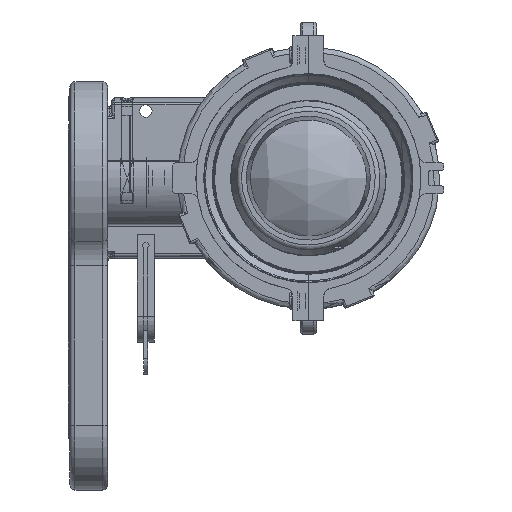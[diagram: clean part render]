
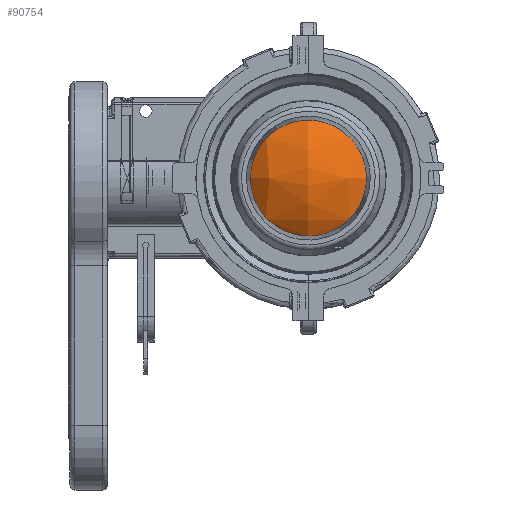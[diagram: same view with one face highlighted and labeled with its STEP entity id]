
A CAD part, left-side view. The second image highlights one B-rep face of the part: STEP entity #90754.
In plain terms, the highlighted free-form (B-spline) face has degree [2, 2] with [3, 9] control points.
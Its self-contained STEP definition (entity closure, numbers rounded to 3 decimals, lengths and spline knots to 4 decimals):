
#133=(
BOUNDED_SURFACE()
B_SPLINE_SURFACE(2,2,((#169550,#169551,#169552,#169553,#169554,#169555,
#169556,#169557,#169558),(#169559,#169560,#169561,#169562,#169563,#169564,
#169565,#169566,#169567),(#169568,#169569,#169570,#169571,#169572,#169573,
#169574,#169575,#169576)),.UNSPECIFIED.,.F.,.T.,.F.)
B_SPLINE_SURFACE_WITH_KNOTS((3,3),(3,2,2,2,3),(-3.9167,-2.3665),
(0.,1.5708,3.1416,4.7124,6.2832),
 .UNSPECIFIED.)
GEOMETRIC_REPRESENTATION_ITEM()
RATIONAL_B_SPLINE_SURFACE(((1.,0.707,1.,0.707,1.,
0.707,1.,0.707,1.),(0.714,0.505,
0.714,0.505,0.714,0.505,
0.714,0.505,0.714),(1.,0.707,
1.,0.707,1.,0.707,1.,0.707,1.)))
REPRESENTATION_ITEM('')
SURFACE()
);
#1579=ELLIPSE('',#97596,1.235,1.2326);
#4090=FACE_BOUND('',#19037,.T.);
#9128=CIRCLE('',#97593,0.8822);
#9131=CIRCLE('',#97597,0.8822);
#13881=FACE_OUTER_BOUND('',#19036,.T.);
#19036=EDGE_LOOP('',(#84368,#84369,#84370,#84371));
#19037=EDGE_LOOP('',(#84372,#84373,#84374,#84375));
#21494=B_SPLINE_CURVE_WITH_KNOTS('',3,(#169582,#169583,#169584,#169585,
#169586,#169587,#169588,#169589,#169590,#169591,#169592,#169593,#169594,
#169595,#169596,#169597,#169598,#169599),.UNSPECIFIED.,.F.,.F.,(4,2,2,2,
2,2,2,2,4),(0.0519,0.6203,1.0847,1.1236,
1.1626,1.2408,1.3978,1.7186,2.1159),
 .UNSPECIFIED.);
#21495=B_SPLINE_CURVE_WITH_KNOTS('',3,(#169601,#169602,#169603,#169604,
#169605,#169606,#169607,#169608),.UNSPECIFIED.,.F.,.F.,(4,2,2,4),(0.2078,
1.1653,2.2613,3.1496),.UNSPECIFIED.);
#21496=B_SPLINE_CURVE_WITH_KNOTS('',3,(#169610,#169611,#169612,#169613,
#169614,#169615,#169616,#169617,#169618,#169619,#169620,#169621,#169622,
#169623,#169624,#169625,#169626,#169627),.UNSPECIFIED.,.F.,.F.,(4,2,2,2,
2,2,2,2,4),(0.0519,0.6203,1.0847,1.1236,
1.1626,1.2408,1.3978,1.7186,2.1159),
 .UNSPECIFIED.);
#21497=B_SPLINE_CURVE_WITH_KNOTS('',3,(#169628,#169629,#169630,#169631,
#169632,#169633,#169634,#169635),.UNSPECIFIED.,.F.,.F.,(4,2,2,4),(0.2078,
1.1653,2.2613,3.1496),.UNSPECIFIED.);
#45981=VERTEX_POINT('',#169545);
#45983=VERTEX_POINT('',#169577);
#45984=VERTEX_POINT('',#169580);
#45985=VERTEX_POINT('',#169581);
#45986=VERTEX_POINT('',#169600);
#45987=VERTEX_POINT('',#169609);
#58868=EDGE_CURVE('',#45981,#45981,#9128,.T.);
#58871=EDGE_CURVE('',#45981,#45983,#1579,.T.);
#58872=EDGE_CURVE('',#45983,#45983,#9131,.T.);
#58873=EDGE_CURVE('',#45984,#45985,#21494,.T.);
#58874=EDGE_CURVE('',#45986,#45984,#21495,.T.);
#58875=EDGE_CURVE('',#45987,#45986,#21496,.T.);
#58876=EDGE_CURVE('',#45985,#45987,#21497,.T.);
#84368=ORIENTED_EDGE('',*,*,#58871,.T.);
#84369=ORIENTED_EDGE('',*,*,#58872,.T.);
#84370=ORIENTED_EDGE('',*,*,#58871,.F.);
#84371=ORIENTED_EDGE('',*,*,#58868,.F.);
#84372=ORIENTED_EDGE('',*,*,#58873,.F.);
#84373=ORIENTED_EDGE('',*,*,#58874,.F.);
#84374=ORIENTED_EDGE('',*,*,#58875,.F.);
#84375=ORIENTED_EDGE('',*,*,#58876,.F.);
#90754=ADVANCED_FACE('',(#13881,#4090),#133,.F.);
#97593=AXIS2_PLACEMENT_3D('',#169546,#117999,#118000);
#97596=AXIS2_PLACEMENT_3D('',#169578,#118005,#118006);
#97597=AXIS2_PLACEMENT_3D('',#169579,#118007,#118008);
#117999=DIRECTION('center_axis',(-1.,0.,0.));
#118000=DIRECTION('ref_axis',(0.,0.,1.));
#118005=DIRECTION('center_axis',(0.,-1.,0.));
#118006=DIRECTION('ref_axis',(0.,0.,1.));
#118007=DIRECTION('center_axis',(-1.,0.,0.));
#118008=DIRECTION('ref_axis',(0.,0.,1.));
#169545=CARTESIAN_POINT('',(-0.8626,0.,-0.8822));
#169546=CARTESIAN_POINT('Origin',(-0.8626,0.,0.));
#169550=CARTESIAN_POINT('Ctrl Pts',(0.8626,0.,-0.8822));
#169551=CARTESIAN_POINT('Ctrl Pts',(0.8626,-0.8822,
-0.8822));
#169552=CARTESIAN_POINT('Ctrl Pts',(0.8626,-0.8822,
0.));
#169553=CARTESIAN_POINT('Ctrl Pts',(0.8626,-0.8822,
0.8822));
#169554=CARTESIAN_POINT('Ctrl Pts',(0.8626,0.,0.8822));
#169555=CARTESIAN_POINT('Ctrl Pts',(0.8626,0.8822,
0.8822));
#169556=CARTESIAN_POINT('Ctrl Pts',(0.8626,0.8822,
0.));
#169557=CARTESIAN_POINT('Ctrl Pts',(0.8626,0.8822,
-0.8822));
#169558=CARTESIAN_POINT('Ctrl Pts',(0.8626,0.,-0.8822));
#169559=CARTESIAN_POINT('Ctrl Pts',(0.,0.,-1.7289));
#169560=CARTESIAN_POINT('Ctrl Pts',(0.,-1.7289,
-1.7289));
#169561=CARTESIAN_POINT('Ctrl Pts',(0.,-1.7289,
0.));
#169562=CARTESIAN_POINT('Ctrl Pts',(0.,-1.7289,
1.7289));
#169563=CARTESIAN_POINT('Ctrl Pts',(0.,0.,1.7289));
#169564=CARTESIAN_POINT('Ctrl Pts',(0.,1.7289,
1.7289));
#169565=CARTESIAN_POINT('Ctrl Pts',(0.,1.7289,
0.));
#169566=CARTESIAN_POINT('Ctrl Pts',(0.,1.7289,
-1.7289));
#169567=CARTESIAN_POINT('Ctrl Pts',(0.,0.,-1.7289));
#169568=CARTESIAN_POINT('Ctrl Pts',(-0.8626,0.,-0.8822));
#169569=CARTESIAN_POINT('Ctrl Pts',(-0.8626,-0.8822,
-0.8822));
#169570=CARTESIAN_POINT('Ctrl Pts',(-0.8626,-0.8822,
0.));
#169571=CARTESIAN_POINT('Ctrl Pts',(-0.8626,-0.8822,
0.8822));
#169572=CARTESIAN_POINT('Ctrl Pts',(-0.8626,0.,0.8822));
#169573=CARTESIAN_POINT('Ctrl Pts',(-0.8626,0.8822,
0.8822));
#169574=CARTESIAN_POINT('Ctrl Pts',(-0.8626,0.8822,
0.));
#169575=CARTESIAN_POINT('Ctrl Pts',(-0.8626,0.8822,
-0.8822));
#169576=CARTESIAN_POINT('Ctrl Pts',(-0.8626,0.,-0.8822));
#169577=CARTESIAN_POINT('',(0.8626,0.,-0.8822));
#169578=CARTESIAN_POINT('Origin',(0.,0.,0.));
#169579=CARTESIAN_POINT('Origin',(0.8626,0.,0.));
#169580=CARTESIAN_POINT('',(0.3813,1.0353,-0.5543));
#169581=CARTESIAN_POINT('',(-0.3813,1.0353,-0.5543));
#169582=CARTESIAN_POINT('Ctrl Pts',(0.3813,1.0353,
-0.5543));
#169583=CARTESIAN_POINT('Ctrl Pts',(0.3201,1.0353,
-0.5967));
#169584=CARTESIAN_POINT('Ctrl Pts',(0.2521,1.0353,
-0.6286));
#169585=CARTESIAN_POINT('Ctrl Pts',(0.1216,1.0353,
-0.665));
#169586=CARTESIAN_POINT('Ctrl Pts',(0.0609,1.0353,
-0.6733));
#169587=CARTESIAN_POINT('Ctrl Pts',(-0.0051,1.0353,
-0.6733));
#169588=CARTESIAN_POINT('Ctrl Pts',(-0.0102,1.0353,
-0.6733));
#169589=CARTESIAN_POINT('Ctrl Pts',(-0.0205,1.0353,
-0.6731));
#169590=CARTESIAN_POINT('Ctrl Pts',(-0.0256,1.0353,
-0.6729));
#169591=CARTESIAN_POINT('Ctrl Pts',(-0.0409,1.0353,
-0.6722));
#169592=CARTESIAN_POINT('Ctrl Pts',(-0.0512,1.0353,
-0.6715));
#169593=CARTESIAN_POINT('Ctrl Pts',(-0.0819,1.0353,
-0.6686));
#169594=CARTESIAN_POINT('Ctrl Pts',(-0.1023,1.0353,
-0.6658));
#169595=CARTESIAN_POINT('Ctrl Pts',(-0.164,1.0353,
-0.6543));
#169596=CARTESIAN_POINT('Ctrl Pts',(-0.2045,1.0353,
-0.6428));
#169597=CARTESIAN_POINT('Ctrl Pts',(-0.2923,1.0353,
-0.6085));
#169598=CARTESIAN_POINT('Ctrl Pts',(-0.3385,1.0353,
-0.584));
#169599=CARTESIAN_POINT('Ctrl Pts',(-0.3813,1.0353,
-0.5543));
#169600=CARTESIAN_POINT('',(0.3813,1.0353,0.5543));
#169601=CARTESIAN_POINT('Ctrl Pts',(0.3813,1.0353,
0.5543));
#169602=CARTESIAN_POINT('Ctrl Pts',(0.3813,1.0945,
0.4439));
#169603=CARTESIAN_POINT('Ctrl Pts',(0.3813,1.1357,
0.3245));
#169604=CARTESIAN_POINT('Ctrl Pts',(0.3813,1.1817,0.0589));
#169605=CARTESIAN_POINT('Ctrl Pts',(0.3813,1.18,
-0.0861));
#169606=CARTESIAN_POINT('Ctrl Pts',(0.3813,1.1297,
-0.3416));
#169607=CARTESIAN_POINT('Ctrl Pts',(0.3813,1.0902,
-0.4518));
#169608=CARTESIAN_POINT('Ctrl Pts',(0.3813,1.0353,
-0.5543));
#169609=CARTESIAN_POINT('',(-0.3813,1.0353,0.5543));
#169610=CARTESIAN_POINT('Ctrl Pts',(-0.3813,1.0353,
0.5543));
#169611=CARTESIAN_POINT('Ctrl Pts',(-0.3201,1.0353,
0.5967));
#169612=CARTESIAN_POINT('Ctrl Pts',(-0.2521,1.0353,
0.6286));
#169613=CARTESIAN_POINT('Ctrl Pts',(-0.1216,1.0353,
0.665));
#169614=CARTESIAN_POINT('Ctrl Pts',(-0.0609,1.0353,
0.6733));
#169615=CARTESIAN_POINT('Ctrl Pts',(0.0051,1.0353,
0.6733));
#169616=CARTESIAN_POINT('Ctrl Pts',(0.0102,1.0353,
0.6733));
#169617=CARTESIAN_POINT('Ctrl Pts',(0.0205,1.0353,
0.6731));
#169618=CARTESIAN_POINT('Ctrl Pts',(0.0256,1.0353,
0.6729));
#169619=CARTESIAN_POINT('Ctrl Pts',(0.0409,1.0353,
0.6722));
#169620=CARTESIAN_POINT('Ctrl Pts',(0.0512,1.0353,
0.6715));
#169621=CARTESIAN_POINT('Ctrl Pts',(0.0819,1.0353,
0.6686));
#169622=CARTESIAN_POINT('Ctrl Pts',(0.1023,1.0353,
0.6658));
#169623=CARTESIAN_POINT('Ctrl Pts',(0.164,1.0353,
0.6543));
#169624=CARTESIAN_POINT('Ctrl Pts',(0.2045,1.0353,
0.6428));
#169625=CARTESIAN_POINT('Ctrl Pts',(0.2923,1.0353,
0.6085));
#169626=CARTESIAN_POINT('Ctrl Pts',(0.3385,1.0353,
0.584));
#169627=CARTESIAN_POINT('Ctrl Pts',(0.3813,1.0353,
0.5543));
#169628=CARTESIAN_POINT('Ctrl Pts',(-0.3813,1.0353,
-0.5543));
#169629=CARTESIAN_POINT('Ctrl Pts',(-0.3813,1.0945,
-0.4439));
#169630=CARTESIAN_POINT('Ctrl Pts',(-0.3813,1.1357,
-0.3245));
#169631=CARTESIAN_POINT('Ctrl Pts',(-0.3813,1.1817,
-0.0589));
#169632=CARTESIAN_POINT('Ctrl Pts',(-0.3813,1.18,
0.0861));
#169633=CARTESIAN_POINT('Ctrl Pts',(-0.3813,1.1297,
0.3416));
#169634=CARTESIAN_POINT('Ctrl Pts',(-0.3813,1.0902,
0.4518));
#169635=CARTESIAN_POINT('Ctrl Pts',(-0.3813,1.0353,
0.5543));
